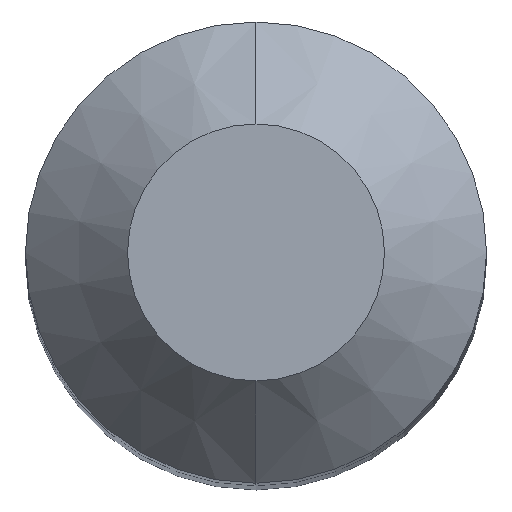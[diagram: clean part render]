
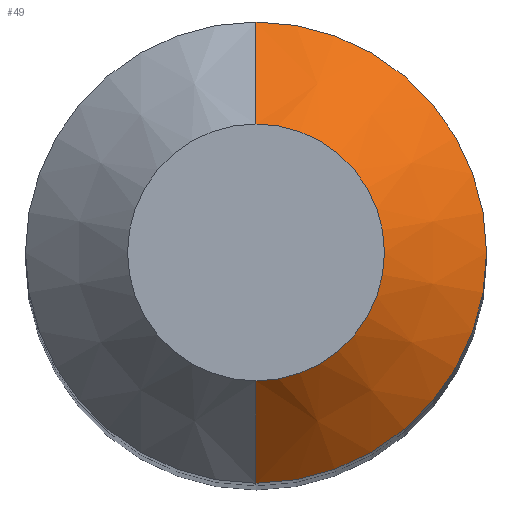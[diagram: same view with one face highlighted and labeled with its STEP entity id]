
A CAD part, top view. The second image highlights one B-rep face of the part: STEP entity #49.
In plain terms, the highlighted conical face has half-angle 45 degrees and reference radius 5.45 mm.
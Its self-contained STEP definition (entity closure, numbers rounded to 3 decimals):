
#49=ADVANCED_FACE('',(#105),#106,.T.);
#105=FACE_OUTER_BOUND('',#171,.T.);
#106=CONICAL_SURFACE('',#172,5.45,0.785);
#171=EDGE_LOOP('',(#226,#227,#228,#229));
#172=AXIS2_PLACEMENT_3D('',#230,#231,#232);
#226=ORIENTED_EDGE('',*,*,#328,.F.);
#227=ORIENTED_EDGE('',*,*,#329,.T.);
#228=ORIENTED_EDGE('',*,*,#330,.F.);
#229=ORIENTED_EDGE('',*,*,#324,.F.);
#230=CARTESIAN_POINT('',(0.,0.0,43.45));
#231=DIRECTION('',(0.,-0.0,-1.0));
#232=DIRECTION('',(0.0,1.0,0.0));
#324=EDGE_CURVE('',#371,#374,#375,.T.);
#328=EDGE_CURVE('',#380,#371,#381,.T.);
#329=EDGE_CURVE('',#380,#382,#383,.T.);
#330=EDGE_CURVE('',#374,#382,#384,.T.);
#371=VERTEX_POINT('',#420);
#374=VERTEX_POINT('',#424);
#375=CIRCLE('',#425,7.0);
#380=VERTEX_POINT('',#431);
#381=LINE('',#432,#433);
#382=VERTEX_POINT('',#434);
#383=CIRCLE('',#435,3.9);
#384=LINE('',#436,#437);
#420=CARTESIAN_POINT('',(0.,7.0,41.9));
#424=CARTESIAN_POINT('',(0.,-7.0,41.9));
#425=AXIS2_PLACEMENT_3D('',#472,#473,#474);
#431=CARTESIAN_POINT('',(0.,3.9,45.0));
#432=CARTESIAN_POINT('',(0.,5.45,43.45));
#433=VECTOR('',#479,1.0);
#434=CARTESIAN_POINT('',(0.,-3.9,45.0));
#435=AXIS2_PLACEMENT_3D('',#480,#481,#482);
#436=CARTESIAN_POINT('',(0.,-5.45,43.45));
#437=VECTOR('',#483,1.0);
#472=CARTESIAN_POINT('',(0.,0.0,41.9));
#473=DIRECTION('',(0.,0.0,-1.0));
#474=DIRECTION('',(0.0,1.0,0.0));
#479=DIRECTION('',(0.,0.707,-0.707));
#480=CARTESIAN_POINT('',(0.,0.0,45.0));
#481=DIRECTION('',(0.,0.0,-1.0));
#482=DIRECTION('',(0.0,1.0,0.0));
#483=DIRECTION('',(0.,0.707,0.707));
